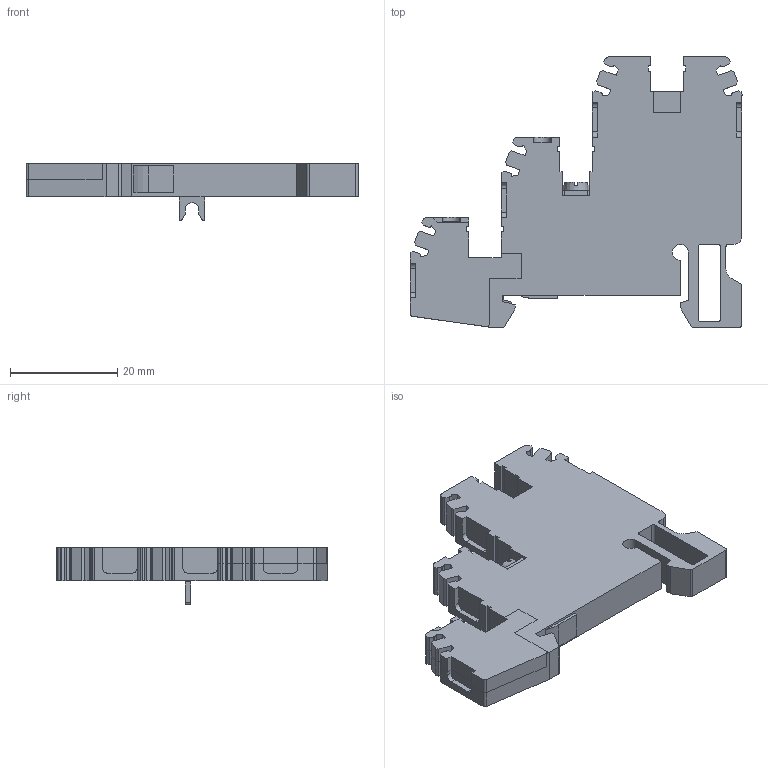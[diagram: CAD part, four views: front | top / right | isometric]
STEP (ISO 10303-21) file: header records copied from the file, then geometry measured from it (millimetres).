
FILE_DESCRIPTION(('Creo Elements/Direct Modeling STEP Export'),'2;1');
FILE_NAME('TLE.2.stp','2015-01-28T11:20:29',(''),(''),'PTC Creo Elements/Direct Modeling STEP processor for AP214 (Solid Model)','PTC Creo Elements/Direct Modeling 19.0A 04-Oct-2014 (C) Parametric Technology GmbH','');
FILE_SCHEMA(('AUTOMOTIVE_DESIGN { 1 0 10303 214 1 1 1 1 }'));
Length unit declared in the file: millimetre
Products named in the file (1): TLE.2
Bounding box: 62 x 50.5 x 10.6 mm (x, y, z)
Volume: 11204.4 mm3; surface area: 6328.1 mm2
Topology: 1 solids, 1 shells, 301 faces, 848 edges, 552 vertices
Faces by surface type: plane 248, cylinder 51, cone 2
Entity records: 9995 total; most frequent: ORIENTED_EDGE 1696, CARTESIAN_POINT 1669, DIRECTION 1404, EDGE_CURVE 848, VECTOR 708, LINE 708, VERTEX_POINT 552, AXIS2_PLACEMENT_3D 348
